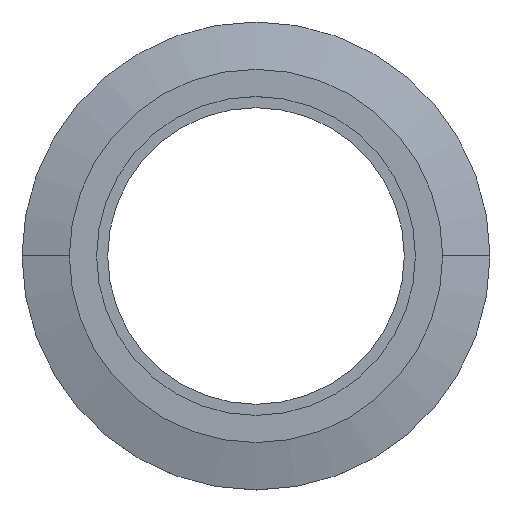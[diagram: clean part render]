
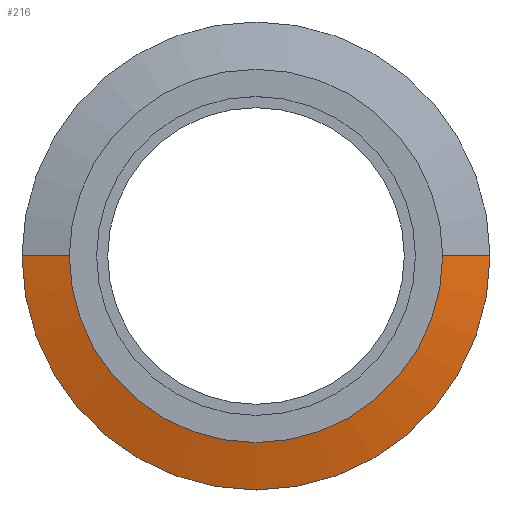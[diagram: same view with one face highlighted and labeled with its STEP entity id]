
A CAD part, top view. The second image highlights one B-rep face of the part: STEP entity #216.
In plain terms, the highlighted conical face has half-angle 75 degrees and reference radius 29.881 mm.
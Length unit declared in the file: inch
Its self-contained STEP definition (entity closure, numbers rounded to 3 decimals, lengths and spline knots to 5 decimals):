
#4 = DIRECTION ( 'NONE',  ( 0., 0., -1. ) ) ;
#22 = ORIENTED_EDGE ( 'NONE', *, *, #312, .T. ) ;
#39 = DIRECTION ( 'NONE',  ( 0., 0., -1. ) ) ;
#55 = ORIENTED_EDGE ( 'NONE', *, *, #137, .T. ) ;
#56 = AXIS2_PLACEMENT_3D ( 'NONE', #284, #4, #414 ) ;
#62 = EDGE_CURVE ( 'NONE', #240, #187, #87, .T. ) ;
#69 = FACE_OUTER_BOUND ( 'NONE', #230, .T. ) ;
#87 = LINE ( 'NONE', #426, #117 ) ;
#98 = CARTESIAN_POINT ( 'NONE',  ( 0., 0., 0.2 ) ) ;
#117 = VECTOR ( 'NONE', #159, 39.37008 ) ;
#118 = CIRCLE ( 'NONE', #392, 1.17644 ) ;
#137 = EDGE_CURVE ( 'NONE', #406, #317, #324, .T. ) ;
#159 = DIRECTION ( 'NONE',  ( 0.966, 0., -0.259 ) ) ;
#161 = VECTOR ( 'NONE', #197, 39.37008 ) ;
#162 = CARTESIAN_POINT ( 'NONE',  ( 1.17644, 0., 0.2 ) ) ;
#167 = CARTESIAN_POINT ( 'NONE',  ( 1.475, 0., 0.12 ) ) ;
#187 = VERTEX_POINT ( 'NONE', #167 ) ;
#197 = DIRECTION ( 'NONE',  ( -0.966, 0., -0.259 ) ) ;
#211 = ORIENTED_EDGE ( 'NONE', *, *, #333, .F. ) ;
#216 = ADVANCED_FACE ( 'NONE', ( #69 ), #382, .T. ) ;
#227 = DIRECTION ( 'NONE',  ( -1., 0., 0. ) ) ;
#230 = EDGE_LOOP ( 'NONE', ( #381, #22, #55, #211 ) ) ;
#240 = VERTEX_POINT ( 'NONE', #162 ) ;
#266 = CARTESIAN_POINT ( 'NONE',  ( -1.17644, 0., 0.2 ) ) ;
#284 = CARTESIAN_POINT ( 'NONE',  ( 0., 0., 0.12 ) ) ;
#291 = CIRCLE ( 'NONE', #56, 1.475 ) ;
#297 = DIRECTION ( 'NONE',  ( -1., 0., 0. ) ) ;
#301 = DIRECTION ( 'NONE',  ( 0., 0., -1. ) ) ;
#312 = EDGE_CURVE ( 'NONE', #240, #406, #118, .T. ) ;
#317 = VERTEX_POINT ( 'NONE', #429 ) ;
#324 = LINE ( 'NONE', #266, #161 ) ;
#333 = EDGE_CURVE ( 'NONE', #187, #317, #291, .T. ) ;
#334 = CARTESIAN_POINT ( 'NONE',  ( 0., 0., 0.2 ) ) ;
#374 = CARTESIAN_POINT ( 'NONE',  ( -1.17644, 0., 0.2 ) ) ;
#381 = ORIENTED_EDGE ( 'NONE', *, *, #62, .F. ) ;
#382 = CONICAL_SURFACE ( 'NONE', #425, 1.17644, 1.309 ) ;
#392 = AXIS2_PLACEMENT_3D ( 'NONE', #334, #39, #297 ) ;
#406 = VERTEX_POINT ( 'NONE', #374 ) ;
#414 = DIRECTION ( 'NONE',  ( -1., 0., 0. ) ) ;
#425 = AXIS2_PLACEMENT_3D ( 'NONE', #98, #301, #227 ) ;
#426 = CARTESIAN_POINT ( 'NONE',  ( 1.17644, 0., 0.2 ) ) ;
#429 = CARTESIAN_POINT ( 'NONE',  ( -1.475, 0., 0.12 ) ) ;
